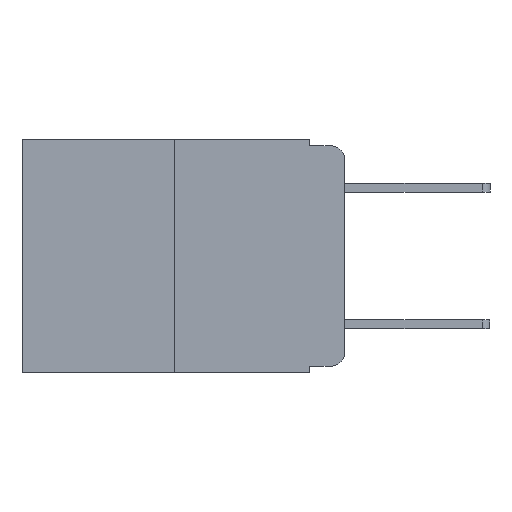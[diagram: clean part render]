
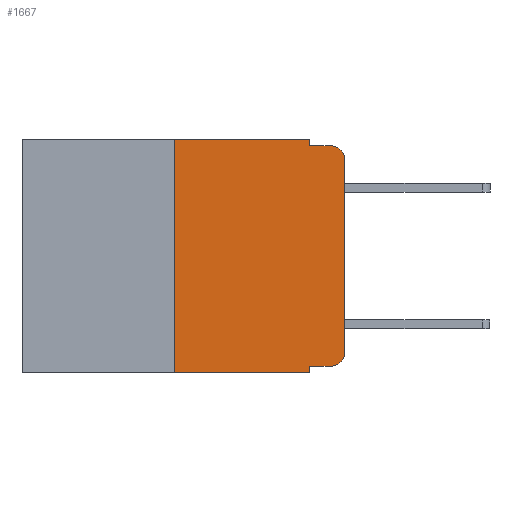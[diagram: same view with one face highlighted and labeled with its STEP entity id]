
A CAD part, left-side view. The second image highlights one B-rep face of the part: STEP entity #1667.
In plain terms, the highlighted planar face has unit normal (-1, 0, 0).
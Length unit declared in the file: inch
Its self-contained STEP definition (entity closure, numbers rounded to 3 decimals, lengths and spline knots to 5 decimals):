
#131 = CIRCLE ( 'NONE', #8508, 0.02 ) ;
#151 = VERTEX_POINT ( 'NONE', #8389 ) ;
#224 = EDGE_LOOP ( 'NONE', ( #687, #2578, #2659, #2966, #9893, #9672, #541, #11938, #3086, #1549 ) ) ;
#280 = CARTESIAN_POINT ( 'NONE',  ( 0., 0.051, 0. ) ) ;
#340 = DIRECTION ( 'NONE',  ( 0., 0., 1. ) ) ;
#409 = CARTESIAN_POINT ( 'NONE',  ( 0., 0.051, 0. ) ) ;
#541 = ORIENTED_EDGE ( 'NONE', *, *, #2088, .T. ) ;
#659 = DIRECTION ( 'NONE',  ( 0., -1., 0. ) ) ;
#687 = ORIENTED_EDGE ( 'NONE', *, *, #7674, .T. ) ;
#688 = DIRECTION ( 'NONE',  ( -1., 0., 0. ) ) ;
#854 = CARTESIAN_POINT ( 'NONE',  ( 0., 0.473, 0. ) ) ;
#1417 = VERTEX_POINT ( 'NONE', #9921 ) ;
#1475 = DIRECTION ( 'NONE',  ( 0., 0., -1. ) ) ;
#1549 = ORIENTED_EDGE ( 'NONE', *, *, #4545, .T. ) ;
#1617 = VECTOR ( 'NONE', #659, 39.37008 ) ;
#1667 = ADVANCED_FACE ( 'NONE', ( #6390 ), #9177, .F. ) ;
#1837 = VECTOR ( 'NONE', #340, 39.37008 ) ;
#2033 = VERTEX_POINT ( 'NONE', #3000 ) ;
#2088 = EDGE_CURVE ( 'NONE', #2033, #151, #7258, .T. ) ;
#2190 = EDGE_CURVE ( 'NONE', #2033, #12023, #5771, .T. ) ;
#2578 = ORIENTED_EDGE ( 'NONE', *, *, #9829, .T. ) ;
#2636 = CARTESIAN_POINT ( 'NONE',  ( 0., 0.25, 0. ) ) ;
#2641 = LINE ( 'NONE', #10205, #9942 ) ;
#2659 = ORIENTED_EDGE ( 'NONE', *, *, #3243, .F. ) ;
#2720 = DIRECTION ( 'NONE',  ( 0., 0., 1. ) ) ;
#2808 = VECTOR ( 'NONE', #3596, 39.37008 ) ;
#2966 = ORIENTED_EDGE ( 'NONE', *, *, #8668, .F. ) ;
#3000 = CARTESIAN_POINT ( 'NONE',  ( 0., 0.25, -0.343 ) ) ;
#3086 = ORIENTED_EDGE ( 'NONE', *, *, #9632, .T. ) ;
#3090 = VECTOR ( 'NONE', #2720, 39.37008 ) ;
#3128 = CARTESIAN_POINT ( 'NONE',  ( 0., 0.473, -0.343 ) ) ;
#3132 = LINE ( 'NONE', #409, #2808 ) ;
#3243 = EDGE_CURVE ( 'NONE', #1417, #4852, #11735, .T. ) ;
#3263 = CARTESIAN_POINT ( 'NONE',  ( 0., 0., -0.03 ) ) ;
#3596 = DIRECTION ( 'NONE',  ( 0., 0., -1. ) ) ;
#4515 = CARTESIAN_POINT ( 'NONE',  ( 0., 0.051, -0.333 ) ) ;
#4520 = LINE ( 'NONE', #10118, #1837 ) ;
#4545 = EDGE_CURVE ( 'NONE', #11981, #4774, #131, .T. ) ;
#4685 = VECTOR ( 'NONE', #10472, 39.37008 ) ;
#4774 = VERTEX_POINT ( 'NONE', #5179 ) ;
#4844 = DIRECTION ( 'NONE',  ( 0., -1., 0. ) ) ;
#4852 = VERTEX_POINT ( 'NONE', #7943 ) ;
#5000 = LINE ( 'NONE', #854, #4685 ) ;
#5179 = CARTESIAN_POINT ( 'NONE',  ( 0., 0., -0.313 ) ) ;
#5206 = VERTEX_POINT ( 'NONE', #3263 ) ;
#5771 = LINE ( 'NONE', #2636, #3090 ) ;
#5925 = CIRCLE ( 'NONE', #10332, 0.02 ) ;
#6113 = CARTESIAN_POINT ( 'NONE',  ( 0., 0.25, 0. ) ) ;
#6377 = LINE ( 'NONE', #4515, #10568 ) ;
#6390 = FACE_OUTER_BOUND ( 'NONE', #224, .T. ) ;
#6829 = CARTESIAN_POINT ( 'NONE',  ( 0., 0.02, -0.03 ) ) ;
#7258 = LINE ( 'NONE', #3128, #1617 ) ;
#7329 = AXIS2_PLACEMENT_3D ( 'NONE', #11106, #9764, #1475 ) ;
#7674 = EDGE_CURVE ( 'NONE', #4774, #5206, #4520, .T. ) ;
#7692 = VERTEX_POINT ( 'NONE', #280 ) ;
#7783 = DIRECTION ( 'NONE',  ( 0., 0., -1. ) ) ;
#7943 = CARTESIAN_POINT ( 'NONE',  ( 0., 0.02, -0.01 ) ) ;
#8071 = EDGE_CURVE ( 'NONE', #12233, #151, #3132, .T. ) ;
#8263 = CARTESIAN_POINT ( 'NONE',  ( 0., 0.051, -0.333 ) ) ;
#8316 = EDGE_CURVE ( 'NONE', #12023, #7692, #5000, .T. ) ;
#8389 = CARTESIAN_POINT ( 'NONE',  ( 0., 0.051, -0.343 ) ) ;
#8508 = AXIS2_PLACEMENT_3D ( 'NONE', #8624, #8642, #8863 ) ;
#8624 = CARTESIAN_POINT ( 'NONE',  ( 0., 0.02, -0.313 ) ) ;
#8642 = DIRECTION ( 'NONE',  ( -1., 0., 0. ) ) ;
#8668 = EDGE_CURVE ( 'NONE', #7692, #1417, #2641, .T. ) ;
#8863 = DIRECTION ( 'NONE',  ( 0., 0., -1. ) ) ;
#9177 = PLANE ( 'NONE',  #7329 ) ;
#9497 = VECTOR ( 'NONE', #4844, 39.37008 ) ;
#9632 = EDGE_CURVE ( 'NONE', #12233, #11981, #6377, .T. ) ;
#9672 = ORIENTED_EDGE ( 'NONE', *, *, #2190, .F. ) ;
#9711 = CARTESIAN_POINT ( 'NONE',  ( 0., 0.02, -0.333 ) ) ;
#9764 = DIRECTION ( 'NONE',  ( 1., 0., 0. ) ) ;
#9829 = EDGE_CURVE ( 'NONE', #5206, #4852, #5925, .T. ) ;
#9893 = ORIENTED_EDGE ( 'NONE', *, *, #8316, .F. ) ;
#9921 = CARTESIAN_POINT ( 'NONE',  ( 0., 0.051, -0.01 ) ) ;
#9942 = VECTOR ( 'NONE', #11900, 39.37008 ) ;
#10118 = CARTESIAN_POINT ( 'NONE',  ( 0., 0., 0. ) ) ;
#10205 = CARTESIAN_POINT ( 'NONE',  ( 0., 0.051, 0. ) ) ;
#10332 = AXIS2_PLACEMENT_3D ( 'NONE', #6829, #688, #7783 ) ;
#10409 = CARTESIAN_POINT ( 'NONE',  ( 0., 0.051, -0.01 ) ) ;
#10472 = DIRECTION ( 'NONE',  ( 0., -1., 0. ) ) ;
#10568 = VECTOR ( 'NONE', #11822, 39.37008 ) ;
#11106 = CARTESIAN_POINT ( 'NONE',  ( 0., 0.473, 0. ) ) ;
#11735 = LINE ( 'NONE', #10409, #9497 ) ;
#11822 = DIRECTION ( 'NONE',  ( 0., -1., 0. ) ) ;
#11900 = DIRECTION ( 'NONE',  ( 0., 0., -1. ) ) ;
#11938 = ORIENTED_EDGE ( 'NONE', *, *, #8071, .F. ) ;
#11981 = VERTEX_POINT ( 'NONE', #9711 ) ;
#12023 = VERTEX_POINT ( 'NONE', #6113 ) ;
#12233 = VERTEX_POINT ( 'NONE', #8263 ) ;
